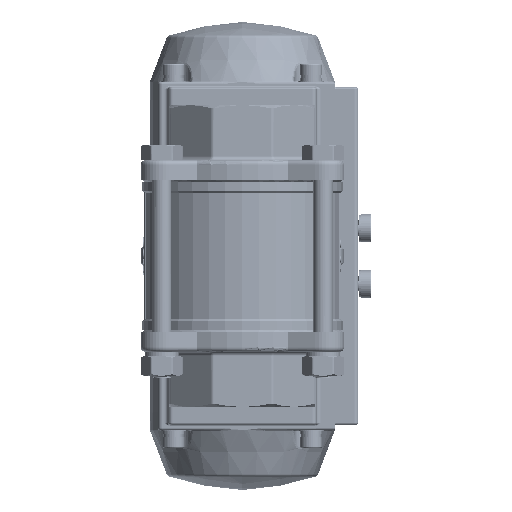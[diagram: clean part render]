
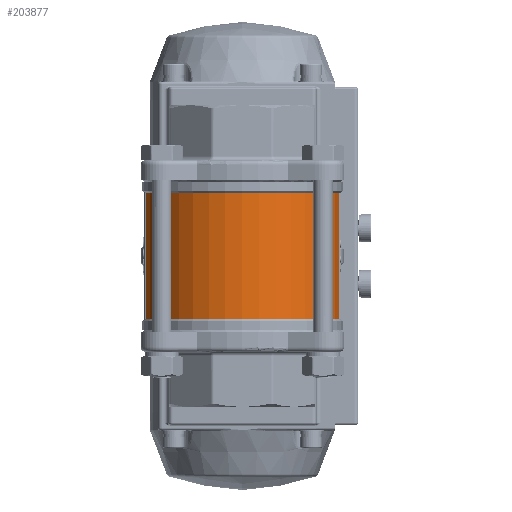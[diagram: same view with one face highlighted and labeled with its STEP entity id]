
A CAD part, front view. The second image highlights one B-rep face of the part: STEP entity #203877.
In plain terms, the highlighted cylindrical face has radius 45 mm (diameter 90 mm), a partial arc.
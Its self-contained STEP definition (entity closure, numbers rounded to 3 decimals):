
#4851 = EDGE_CURVE ( 'NONE', #291502, #180916, #168135, .T. ) ;
#8280 = CARTESIAN_POINT ( 'NONE',  ( -44.342, -7.666, 28.9 ) ) ;
#10979 = ORIENTED_EDGE ( 'NONE', *, *, #4851, .T. ) ;
#17501 = CARTESIAN_POINT ( 'NONE',  ( 0., 0., 34. ) ) ;
#43554 = EDGE_CURVE ( 'NONE', #180916, #269141, #120983, .T. ) ;
#51345 = CARTESIAN_POINT ( 'NONE',  ( -44.342, -7.666, -28.9 ) ) ;
#56793 = CIRCLE ( 'NONE', #243104, 45. ) ;
#63474 = CARTESIAN_POINT ( 'NONE',  ( 44.342, -7.666, 28.9 ) ) ;
#76767 = CARTESIAN_POINT ( 'NONE',  ( 0., 0., 28.9 ) ) ;
#77029 = ORIENTED_EDGE ( 'NONE', *, *, #247598, .T. ) ;
#86425 = AXIS2_PLACEMENT_3D ( 'NONE', #76767, #241096, #100392 ) ;
#88193 = CARTESIAN_POINT ( 'NONE',  ( 44.342, -7.666, 34. ) ) ;
#92337 = FACE_OUTER_BOUND ( 'NONE', #114499, .T. ) ;
#100392 = DIRECTION ( 'NONE',  ( 1., 0., 0. ) ) ;
#111977 = CARTESIAN_POINT ( 'NONE',  ( 0., 0., -28.9 ) ) ;
#112793 = DIRECTION ( 'NONE',  ( 0., 0., 1. ) ) ;
#114499 = EDGE_LOOP ( 'NONE', ( #123934, #145580, #77029, #10979 ) ) ;
#118614 = CARTESIAN_POINT ( 'NONE',  ( 44.342, -7.666, -28.9 ) ) ;
#120983 = CIRCLE ( 'NONE', #86425, 45. ) ;
#123934 = ORIENTED_EDGE ( 'NONE', *, *, #43554, .T. ) ;
#130414 = DIRECTION ( 'NONE',  ( 0., 0., -1. ) ) ;
#133932 = VERTEX_POINT ( 'NONE', #51345 ) ;
#135113 = VECTOR ( 'NONE', #112793, 1000. ) ;
#135590 = DIRECTION ( 'NONE',  ( -1., 0., 0. ) ) ;
#145580 = ORIENTED_EDGE ( 'NONE', *, *, #166877, .T. ) ;
#154011 = CARTESIAN_POINT ( 'NONE',  ( -44.342, -7.666, 34. ) ) ;
#157234 = DIRECTION ( 'NONE',  ( 0., 0., -1. ) ) ;
#166877 = EDGE_CURVE ( 'NONE', #269141, #133932, #235115, .T. ) ;
#168135 = LINE ( 'NONE', #88193, #135113 ) ;
#178933 = AXIS2_PLACEMENT_3D ( 'NONE', #17501, #157234, #253752 ) ;
#180916 = VERTEX_POINT ( 'NONE', #63474 ) ;
#187784 = CYLINDRICAL_SURFACE ( 'NONE', #178933, 45. ) ;
#203877 = ADVANCED_FACE ( 'NONE', ( #92337 ), #187784, .T. ) ;
#227714 = VECTOR ( 'NONE', #130414, 1000. ) ;
#235115 = LINE ( 'NONE', #154011, #227714 ) ;
#241096 = DIRECTION ( 'NONE',  ( 0., 0., -1. ) ) ;
#243104 = AXIS2_PLACEMENT_3D ( 'NONE', #111977, #276197, #135590 ) ;
#247598 = EDGE_CURVE ( 'NONE', #133932, #291502, #56793, .T. ) ;
#253752 = DIRECTION ( 'NONE',  ( -1., 0., 0. ) ) ;
#269141 = VERTEX_POINT ( 'NONE', #8280 ) ;
#276197 = DIRECTION ( 'NONE',  ( 0., 0., 1. ) ) ;
#291502 = VERTEX_POINT ( 'NONE', #118614 ) ;
